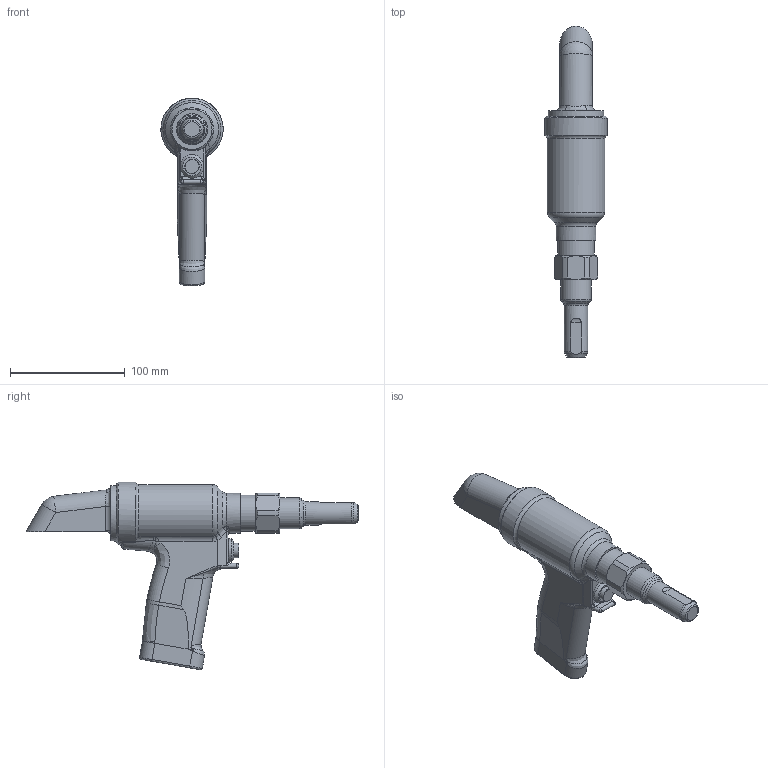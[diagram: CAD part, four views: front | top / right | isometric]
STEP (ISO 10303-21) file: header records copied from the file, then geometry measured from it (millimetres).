
FILE_DESCRIPTION(/* description */ (''),/* implementation_level */ '2;1');
FILE_NAME(/* name */ '2580_99-830-1_CLR.stp',/* time_stamp */ '2014-09-09T13:41:19-04:00',/* author */ (''),/* organization */ (''),/* preprocessor_version */ 'ST-DEVELOPER v15',/* originating_system */ 'SIEMENS PLM Software NX 9.0',/* authorisation */ '');
FILE_SCHEMA (('CONFIG_CONTROL_DESIGN'));
Length unit declared in the file: inch
Products named in the file (2): 99-830-1_CLR_stp200; 2580_99-830-1_CLR_stp
Assembly tree (1 placements, depth 2):
  2580_99-830-1_CLR_stp
    99-830-1_CLR_stp200
Bounding box: 54.22 x 289.44 x 163.5 mm (x, y, z)
Volume: 501972.5 mm3; surface area: 60477 mm2
Topology: 2 solids, 2 shells, 211 faces, 516 edges, 303 vertices
Faces by surface type: bspline 77, cylinder 52, plane 41, torus 25, cone 15, sphere 1
Full cylindrical faces by diameter (mm): 12.7 x1, 20.561 x2, 20.625 x1, 26.848 x2, 26.949 x1, 27.165 x1, 27.368 x1, 29.782 x1, 31.636 x1, 34.734 x1, 48.387 x1, 54.293 x1
Entity records: 8118 total; most frequent: CARTESIAN_POINT 3907, ORIENTED_EDGE 894, DIRECTION 699, EDGE_CURVE 447, AXIS2_PLACEMENT_3D 307, VERTEX_POINT 284, EDGE_LOOP 255, ADVANCED_FACE 211
